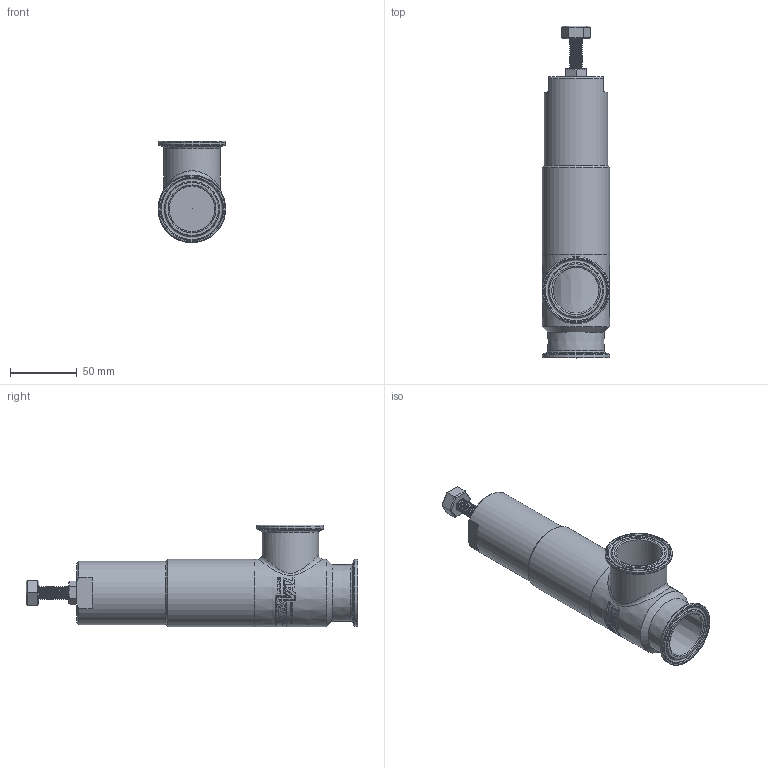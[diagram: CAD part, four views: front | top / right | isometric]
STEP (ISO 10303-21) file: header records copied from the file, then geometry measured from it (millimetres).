
FILE_DESCRIPTION (( 'STEP AP214' ), '1' );
FILE_NAME ('RVC05-15TC-17.9CV.STEP', '2023-12-08T12:47:10', ( '' ), ( '' ), 'SwSTEP 2.0', 'SolidWorks 2018', '' );
FILE_SCHEMA (( 'AUTOMOTIVE_DESIGN' ));
Length unit declared in the file: inch
Products named in the file (2): RVC05-15TC-17.9CV
Bounding box: 50.8 x 249.38 x 76.2 mm (x, y, z)
Volume: 397678.7 mm3; surface area: 52401.8 mm2
Topology: 2 solids, 2 shells, 325 faces, 807 edges, 520 vertices
Faces by surface type: cone 140, bspline 109, plane 51, torus 14, cylinder 11
Full cylindrical faces by diameter (mm): 1.651 x1, 9.023 x1, 10.312 x1, 34.442 x1, 42.57 x1, 47.625 x1, 50.394 x2, 50.8 x1
Entity records: 25102 total; most frequent: CARTESIAN_POINT 17954, ORIENTED_EDGE 1512, EDGE_CURVE 756, DIRECTION 644, B_SPLINE_CURVE_WITH_KNOTS 609, VERTEX_POINT 511, EDGE_LOOP 403, FACE_OUTER_BOUND 349
